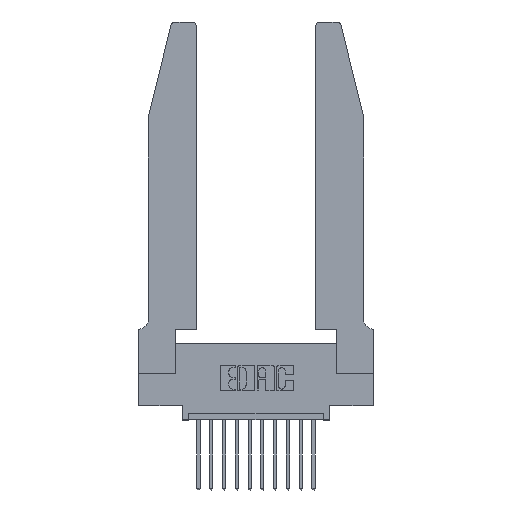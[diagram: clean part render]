
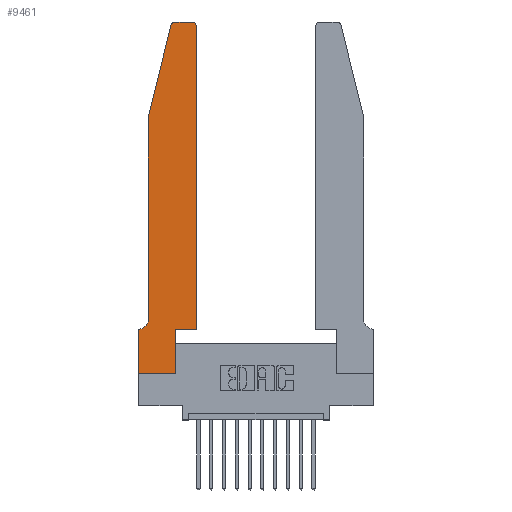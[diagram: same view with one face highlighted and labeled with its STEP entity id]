
A CAD part, top view. The second image highlights one B-rep face of the part: STEP entity #9461.
In plain terms, the highlighted planar face has unit normal (0, 0, 1).
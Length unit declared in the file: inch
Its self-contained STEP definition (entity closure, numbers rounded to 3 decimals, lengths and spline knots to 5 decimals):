
#32 = LINE ( 'NONE', #8556, #2043 ) ;
#111 = CARTESIAN_POINT ( 'NONE',  ( 0., 0., 0.37 ) ) ;
#198 = DIRECTION ( 'NONE',  ( -1., 0., 0. ) ) ;
#275 = DIRECTION ( 'NONE',  ( -0.239, -0.971, 0. ) ) ;
#342 = VECTOR ( 'NONE', #16623, 39.37008 ) ;
#357 = DIRECTION ( 'NONE',  ( 0., 0., 1. ) ) ;
#361 = VECTOR ( 'NONE', #13565, 39.37008 ) ;
#474 = VECTOR ( 'NONE', #13729, 39.37008 ) ;
#1010 = EDGE_CURVE ( 'NONE', #4263, #12626, #14175, .T. ) ;
#1390 = VERTEX_POINT ( 'NONE', #13785 ) ;
#1584 = CARTESIAN_POINT ( 'NONE',  ( 0.284, 2.75, 0.37 ) ) ;
#1809 = PLANE ( 'NONE',  #10505 ) ;
#1903 = ORIENTED_EDGE ( 'NONE', *, *, #13284, .T. ) ;
#2043 = VECTOR ( 'NONE', #12434, 39.37008 ) ;
#2052 = CARTESIAN_POINT ( 'NONE',  ( 0.4205, 2.75, 0.37 ) ) ;
#2091 = AXIS2_PLACEMENT_3D ( 'NONE', #15990, #357, #14546 ) ;
#2107 = DIRECTION ( 'NONE',  ( 0., 0., 1. ) ) ;
#2136 = DIRECTION ( 'NONE',  ( 0., 1., 0. ) ) ;
#2164 = CARTESIAN_POINT ( 'NONE',  ( 0.0755, 0.35, 0.37 ) ) ;
#2386 = EDGE_CURVE ( 'NONE', #4157, #4977, #14721, .T. ) ;
#2590 = CARTESIAN_POINT ( 'NONE',  ( 0.4505, 0.35, 0.37 ) ) ;
#2692 = CARTESIAN_POINT ( 'NONE',  ( 0.0055, 0.42, 0.37 ) ) ;
#3000 = VERTEX_POINT ( 'NONE', #1584 ) ;
#3385 = CARTESIAN_POINT ( 'NONE',  ( 0., 0., 0.37 ) ) ;
#3538 = VERTEX_POINT ( 'NONE', #15119 ) ;
#3702 = LINE ( 'NONE', #12784, #11149 ) ;
#3919 = ORIENTED_EDGE ( 'NONE', *, *, #15073, .T. ) ;
#4157 = VERTEX_POINT ( 'NONE', #16575 ) ;
#4263 = VERTEX_POINT ( 'NONE', #5276 ) ;
#4977 = VERTEX_POINT ( 'NONE', #14674 ) ;
#5023 = EDGE_CURVE ( 'NONE', #4977, #3538, #3702, .T. ) ;
#5065 = LINE ( 'NONE', #16481, #6072 ) ;
#5276 = CARTESIAN_POINT ( 'NONE',  ( 0.4505, 0.35, 0.37 ) ) ;
#5398 = LINE ( 'NONE', #2164, #342 ) ;
#5575 = ORIENTED_EDGE ( 'NONE', *, *, #7377, .T. ) ;
#6006 = VERTEX_POINT ( 'NONE', #2052 ) ;
#6015 = CARTESIAN_POINT ( 'NONE',  ( 0., 0.35, 0.37 ) ) ;
#6072 = VECTOR ( 'NONE', #2136, 39.37008 ) ;
#6073 = EDGE_CURVE ( 'NONE', #11962, #8625, #32, .T. ) ;
#6331 = EDGE_CURVE ( 'NONE', #1390, #11274, #5065, .T. ) ;
#6817 = CARTESIAN_POINT ( 'NONE',  ( 0.2865, 0.35, 0.37 ) ) ;
#7139 = EDGE_CURVE ( 'NONE', #12626, #6006, #11780, .T. ) ;
#7377 = EDGE_CURVE ( 'NONE', #6006, #3000, #9174, .T. ) ;
#7625 = ORIENTED_EDGE ( 'NONE', *, *, #7749, .T. ) ;
#7749 = EDGE_CURVE ( 'NONE', #3538, #8052, #12396, .T. ) ;
#7967 = ORIENTED_EDGE ( 'NONE', *, *, #1010, .T. ) ;
#8052 = VERTEX_POINT ( 'NONE', #8903 ) ;
#8246 = DIRECTION ( 'NONE',  ( 0., 0., 1. ) ) ;
#8556 = CARTESIAN_POINT ( 'NONE',  ( 0., 0., 0.37 ) ) ;
#8625 = VERTEX_POINT ( 'NONE', #111 ) ;
#8903 = CARTESIAN_POINT ( 'NONE',  ( 0.0055, 0.35, 0.37 ) ) ;
#9174 = LINE ( 'NONE', #16542, #474 ) ;
#9405 = ORIENTED_EDGE ( 'NONE', *, *, #7139, .T. ) ;
#9461 = ADVANCED_FACE ( 'NONE', ( #15184 ), #1809, .T. ) ;
#9609 = CIRCLE ( 'NONE', #2091, 0.03 ) ;
#9873 = CARTESIAN_POINT ( 'NONE',  ( 0.4205, 2.72, 0.37 ) ) ;
#10505 = AXIS2_PLACEMENT_3D ( 'NONE', #13283, #8246, #11901 ) ;
#10533 = DIRECTION ( 'NONE',  ( 0., 0., -1. ) ) ;
#10602 = LINE ( 'NONE', #2590, #14047 ) ;
#10666 = LINE ( 'NONE', #3385, #361 ) ;
#11114 = DIRECTION ( 'NONE',  ( 1., 0., 0. ) ) ;
#11149 = VECTOR ( 'NONE', #11522, 39.37008 ) ;
#11274 = VERTEX_POINT ( 'NONE', #6817 ) ;
#11522 = DIRECTION ( 'NONE',  ( 0., -1., 0. ) ) ;
#11530 = CARTESIAN_POINT ( 'NONE',  ( 0.4505, 2.72, 0.37 ) ) ;
#11780 = CIRCLE ( 'NONE', #12418, 0.03 ) ;
#11901 = DIRECTION ( 'NONE',  ( 1., 0., 0. ) ) ;
#11962 = VERTEX_POINT ( 'NONE', #6015 ) ;
#11980 = EDGE_CURVE ( 'NONE', #8052, #11962, #5398, .T. ) ;
#12057 = ORIENTED_EDGE ( 'NONE', *, *, #5023, .T. ) ;
#12130 = ORIENTED_EDGE ( 'NONE', *, *, #12274, .T. ) ;
#12274 = EDGE_CURVE ( 'NONE', #3000, #4157, #9609, .T. ) ;
#12396 = CIRCLE ( 'NONE', #13845, 0.07 ) ;
#12418 = AXIS2_PLACEMENT_3D ( 'NONE', #9873, #2107, #11114 ) ;
#12434 = DIRECTION ( 'NONE',  ( 0., -1., 0. ) ) ;
#12494 = ORIENTED_EDGE ( 'NONE', *, *, #6073, .T. ) ;
#12511 = VECTOR ( 'NONE', #15505, 39.37008 ) ;
#12626 = VERTEX_POINT ( 'NONE', #11530 ) ;
#12784 = CARTESIAN_POINT ( 'NONE',  ( 0.0755, 2., 0.37 ) ) ;
#13283 = CARTESIAN_POINT ( 'NONE',  ( 0., 0.35, 0.37 ) ) ;
#13284 = EDGE_CURVE ( 'NONE', #11274, #4263, #10602, .T. ) ;
#13565 = DIRECTION ( 'NONE',  ( 1., 0., 0. ) ) ;
#13729 = DIRECTION ( 'NONE',  ( -1., 0., 0. ) ) ;
#13785 = CARTESIAN_POINT ( 'NONE',  ( 0.2865, 0., 0.37 ) ) ;
#13845 = AXIS2_PLACEMENT_3D ( 'NONE', #2692, #10533, #198 ) ;
#13899 = VECTOR ( 'NONE', #275, 39.37008 ) ;
#14047 = VECTOR ( 'NONE', #15578, 39.37008 ) ;
#14175 = LINE ( 'NONE', #16371, #12511 ) ;
#14228 = EDGE_LOOP ( 'NONE', ( #5575, #12130, #15210, #12057, #7625, #15453, #12494, #3919, #16485, #1903, #7967, #9405 ) ) ;
#14546 = DIRECTION ( 'NONE',  ( 1., 0., 0. ) ) ;
#14674 = CARTESIAN_POINT ( 'NONE',  ( 0.0755, 2., 0.37 ) ) ;
#14721 = LINE ( 'NONE', #15760, #13899 ) ;
#15073 = EDGE_CURVE ( 'NONE', #8625, #1390, #10666, .T. ) ;
#15119 = CARTESIAN_POINT ( 'NONE',  ( 0.0755, 0.42, 0.37 ) ) ;
#15184 = FACE_OUTER_BOUND ( 'NONE', #14228, .T. ) ;
#15210 = ORIENTED_EDGE ( 'NONE', *, *, #2386, .T. ) ;
#15453 = ORIENTED_EDGE ( 'NONE', *, *, #11980, .T. ) ;
#15505 = DIRECTION ( 'NONE',  ( 0., 1., 0. ) ) ;
#15578 = DIRECTION ( 'NONE',  ( 1., 0., 0. ) ) ;
#15760 = CARTESIAN_POINT ( 'NONE',  ( 0.0755, 2., 0.37 ) ) ;
#15990 = CARTESIAN_POINT ( 'NONE',  ( 0.284, 2.72, 0.37 ) ) ;
#16371 = CARTESIAN_POINT ( 'NONE',  ( 0.4505, 0.35, 0.37 ) ) ;
#16481 = CARTESIAN_POINT ( 'NONE',  ( 0.2865, 0.35, 0.37 ) ) ;
#16485 = ORIENTED_EDGE ( 'NONE', *, *, #6331, .T. ) ;
#16542 = CARTESIAN_POINT ( 'NONE',  ( 0.2605, 2.75, 0.37 ) ) ;
#16575 = CARTESIAN_POINT ( 'NONE',  ( 0.25487, 2.72718, 0.37 ) ) ;
#16623 = DIRECTION ( 'NONE',  ( -1., 0., 0. ) ) ;
